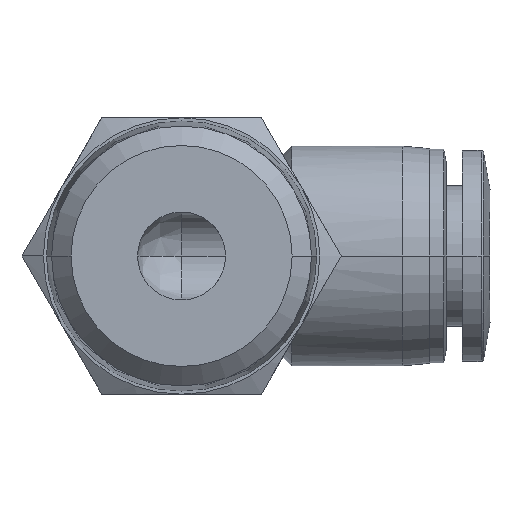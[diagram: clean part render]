
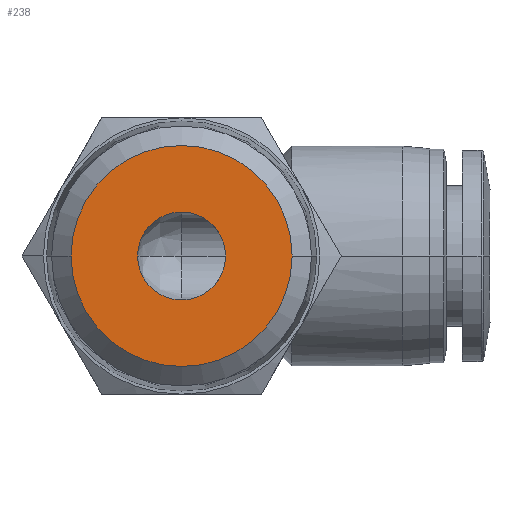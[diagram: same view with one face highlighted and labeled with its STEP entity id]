
A CAD part, front view. The second image highlights one B-rep face of the part: STEP entity #238.
In plain terms, the highlighted planar face has unit normal (0, -1, 0).
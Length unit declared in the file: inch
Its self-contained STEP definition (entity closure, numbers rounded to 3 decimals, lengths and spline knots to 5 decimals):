
#179 = CARTESIAN_POINT ( 'NONE',  ( 0.34633, -1.51575, 0. ) ) ;
#238 = ADVANCED_FACE ( 'NONE', ( #1993, #1416 ), #1792, .T. ) ;
#253 = EDGE_LOOP ( 'NONE', ( #3330, #2539 ) ) ;
#296 = CARTESIAN_POINT ( 'NONE',  ( 0., -1.51575, 0. ) ) ;
#417 = ORIENTED_EDGE ( 'NONE', *, *, #2917, .T. ) ;
#516 = CARTESIAN_POINT ( 'NONE',  ( -0.1378, -1.51575, 0. ) ) ;
#601 = AXIS2_PLACEMENT_3D ( 'NONE', #296, #2666, #637 ) ;
#637 = DIRECTION ( 'NONE',  ( -1., 0., 0. ) ) ;
#687 = CARTESIAN_POINT ( 'NONE',  ( 0., -1.51575, 0. ) ) ;
#826 = AXIS2_PLACEMENT_3D ( 'NONE', #1357, #1343, #1329 ) ;
#882 = DIRECTION ( 'NONE',  ( 0., 1., 0. ) ) ;
#936 = ORIENTED_EDGE ( 'NONE', *, *, #3666, .T. ) ;
#1042 = DIRECTION ( 'NONE',  ( -1., 0., 0. ) ) ;
#1052 = AXIS2_PLACEMENT_3D ( 'NONE', #2921, #882, #3255 ) ;
#1314 = DIRECTION ( 'NONE',  ( 0., -1., 0. ) ) ;
#1321 = VERTEX_POINT ( 'NONE', #1775 ) ;
#1329 = DIRECTION ( 'NONE',  ( 1., 0., 0. ) ) ;
#1343 = DIRECTION ( 'NONE',  ( 0., -1., 0. ) ) ;
#1357 = CARTESIAN_POINT ( 'NONE',  ( -0.17317, -1.51575, 0. ) ) ;
#1416 = FACE_OUTER_BOUND ( 'NONE', #3186, .T. ) ;
#1494 = CIRCLE ( 'NONE', #601, 0.1378 ) ;
#1540 = CIRCLE ( 'NONE', #3791, 0.34633 ) ;
#1775 = CARTESIAN_POINT ( 'NONE',  ( -0.34633, -1.51575, 0. ) ) ;
#1792 = PLANE ( 'NONE',  #826 ) ;
#1934 = CARTESIAN_POINT ( 'NONE',  ( 0.1378, -1.51575, 0. ) ) ;
#1993 = FACE_BOUND ( 'NONE', #253, .T. ) ;
#2161 = VERTEX_POINT ( 'NONE', #179 ) ;
#2539 = ORIENTED_EDGE ( 'NONE', *, *, #2868, .T. ) ;
#2666 = DIRECTION ( 'NONE',  ( 0., 1., 0. ) ) ;
#2705 = VERTEX_POINT ( 'NONE', #516 ) ;
#2868 = EDGE_CURVE ( 'NONE', #4163, #2705, #1494, .T. ) ;
#2917 = EDGE_CURVE ( 'NONE', #2161, #1321, #1540, .T. ) ;
#2921 = CARTESIAN_POINT ( 'NONE',  ( 0., -1.51575, 0. ) ) ;
#2922 = CIRCLE ( 'NONE', #1052, 0.1378 ) ;
#3061 = DIRECTION ( 'NONE',  ( 0., -1., 0. ) ) ;
#3119 = AXIS2_PLACEMENT_3D ( 'NONE', #3340, #1314, #3681 ) ;
#3186 = EDGE_LOOP ( 'NONE', ( #936, #417 ) ) ;
#3255 = DIRECTION ( 'NONE',  ( -1., 0., 0. ) ) ;
#3262 = EDGE_CURVE ( 'NONE', #2705, #4163, #2922, .T. ) ;
#3330 = ORIENTED_EDGE ( 'NONE', *, *, #3262, .T. ) ;
#3340 = CARTESIAN_POINT ( 'NONE',  ( 0., -1.51575, 0. ) ) ;
#3666 = EDGE_CURVE ( 'NONE', #1321, #2161, #3702, .T. ) ;
#3681 = DIRECTION ( 'NONE',  ( -1., 0., 0. ) ) ;
#3702 = CIRCLE ( 'NONE', #3119, 0.34633 ) ;
#3791 = AXIS2_PLACEMENT_3D ( 'NONE', #687, #3061, #1042 ) ;
#4163 = VERTEX_POINT ( 'NONE', #1934 ) ;
